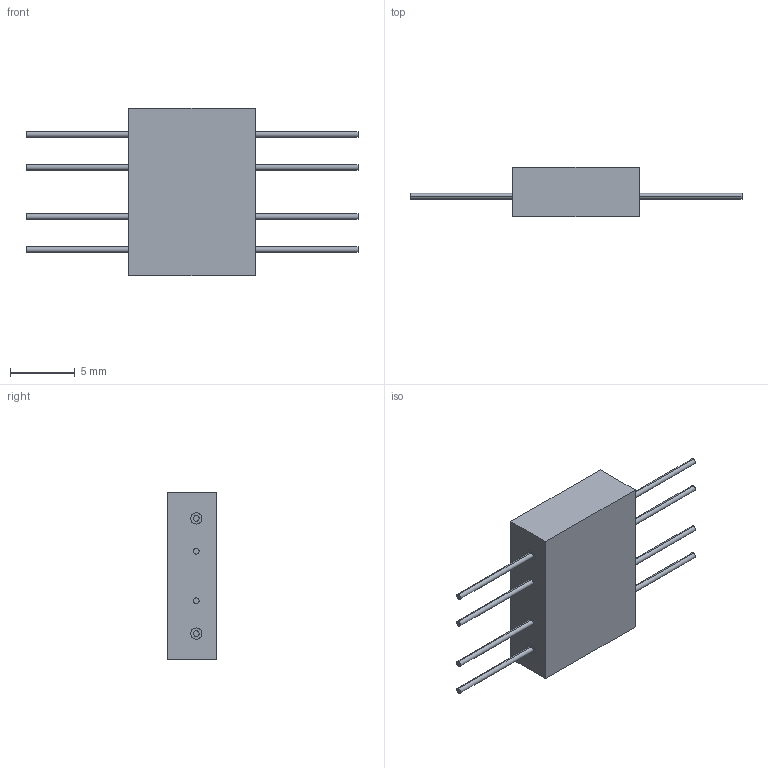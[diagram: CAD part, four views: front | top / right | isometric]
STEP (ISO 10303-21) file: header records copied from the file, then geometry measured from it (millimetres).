
FILE_DESCRIPTION (( 'STEP AP214' ), '1' );
FILE_NAME ('DL 260_-.STEP', '2022-07-21T13:00:14', ( '' ), ( '' ), 'SwSTEP 2.0', 'SolidWorks 2021', '' );
FILE_SCHEMA (( 'AUTOMOTIVE_DESIGN' ));
Length unit declared in the file: inch
Products named in the file (1): DL 260_-
Bounding box: 25.63 x 3.81 x 12.95 mm (x, y, z)
Volume: 491.7 mm3; surface area: 517.4 mm2
Topology: 9 solids, 9 shells, 628 faces, 1746 edges, 1164 vertices
Faces by surface type: cylinder 411, plane 186, bspline 31
Entity records: 22594 total; most frequent: CARTESIAN_POINT 5730, DIRECTION 3702, ORIENTED_EDGE 3492, EDGE_CURVE 1746, AXIS2_PLACEMENT_3D 1420, VERTEX_POINT 1164, LINE 862, VECTOR 862
